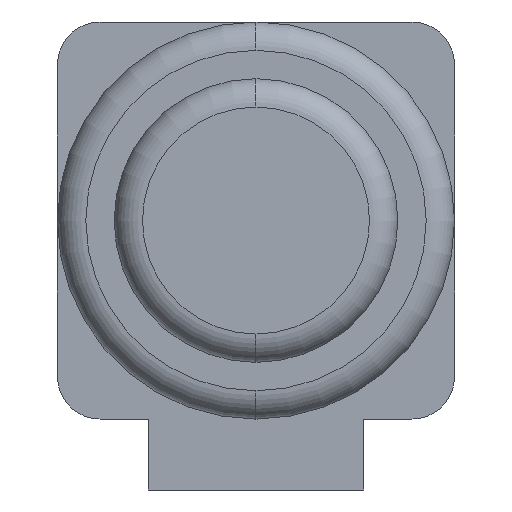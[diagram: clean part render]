
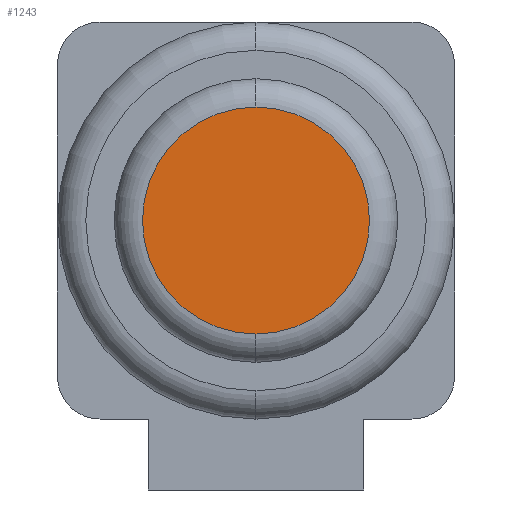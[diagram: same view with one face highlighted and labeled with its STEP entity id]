
A CAD part, front view. The second image highlights one B-rep face of the part: STEP entity #1243.
In plain terms, the highlighted planar face has unit normal (0, -1, 0).
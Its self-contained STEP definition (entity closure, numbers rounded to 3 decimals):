
#60 = DIRECTION ( 'NONE',  ( 0., -1., 0. ) ) ;
#65 = DIRECTION ( 'NONE',  ( 0., -1., 0. ) ) ;
#279 = VERTEX_POINT ( 'NONE', #1173 ) ;
#387 = AXIS2_PLACEMENT_3D ( 'NONE', #1365, #418, #687 ) ;
#411 = PLANE ( 'NONE',  #387 ) ;
#418 = DIRECTION ( 'NONE',  ( 0., -1., 0. ) ) ;
#663 = AXIS2_PLACEMENT_3D ( 'NONE', #1218, #60, #884 ) ;
#687 = DIRECTION ( 'NONE',  ( 0., 0., -1. ) ) ;
#884 = DIRECTION ( 'NONE',  ( 0., 0., -1. ) ) ;
#914 = CARTESIAN_POINT ( 'NONE',  ( -36.638, -30., 12.122 ) ) ;
#926 = CARTESIAN_POINT ( 'NONE',  ( -36.638, -30., 20.122 ) ) ;
#1035 = EDGE_CURVE ( 'NONE', #1148, #279, #1206, .T. ) ;
#1041 = FACE_OUTER_BOUND ( 'NONE', #1299, .T. ) ;
#1047 = ORIENTED_EDGE ( 'NONE', *, *, #1035, .T. ) ;
#1074 = CIRCLE ( 'NONE', #1251, 8. ) ;
#1148 = VERTEX_POINT ( 'NONE', #926 ) ;
#1173 = CARTESIAN_POINT ( 'NONE',  ( -36.638, -30., 4.122 ) ) ;
#1206 = CIRCLE ( 'NONE', #663, 8. ) ;
#1210 = EDGE_CURVE ( 'NONE', #279, #1148, #1074, .T. ) ;
#1218 = CARTESIAN_POINT ( 'NONE',  ( -36.638, -30., 12.122 ) ) ;
#1243 = ADVANCED_FACE ( 'NONE', ( #1041 ), #411, .T. ) ;
#1251 = AXIS2_PLACEMENT_3D ( 'NONE', #914, #65, #1279 ) ;
#1279 = DIRECTION ( 'NONE',  ( 0., 0., -1. ) ) ;
#1299 = EDGE_LOOP ( 'NONE', ( #1465, #1047 ) ) ;
#1365 = CARTESIAN_POINT ( 'NONE',  ( -36.638, -30., 12.122 ) ) ;
#1465 = ORIENTED_EDGE ( 'NONE', *, *, #1210, .T. ) ;
